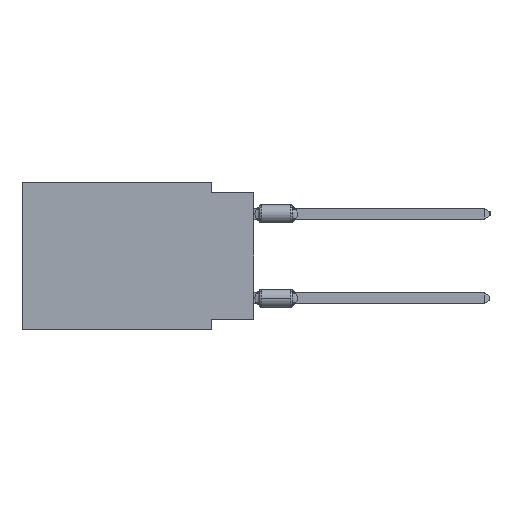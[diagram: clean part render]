
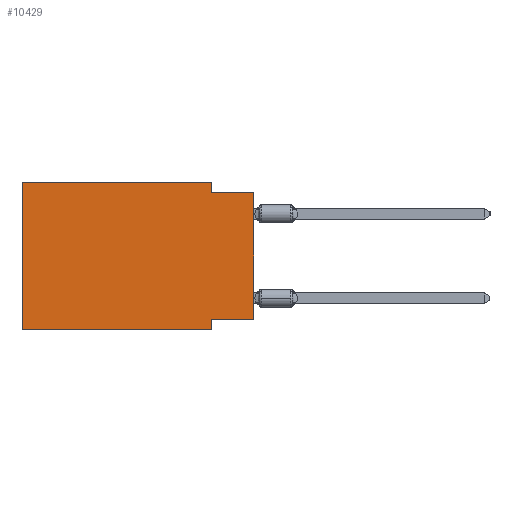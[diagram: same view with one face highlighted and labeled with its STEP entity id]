
A CAD part, left-side view. The second image highlights one B-rep face of the part: STEP entity #10429.
In plain terms, the highlighted planar face has unit normal (-1, 0, 0).
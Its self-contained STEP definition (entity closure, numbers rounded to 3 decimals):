
#515 = LINE ( 'NONE', #10691, #7287 ) ;
#1118 = FACE_OUTER_BOUND ( 'NONE', #34601, .T. ) ;
#2157 = VECTOR ( 'NONE', #14706, 1000. ) ;
#4109 = DIRECTION ( 'NONE',  ( 0., -1., 0. ) ) ;
#4368 = VECTOR ( 'NONE', #6066, 1000. ) ;
#5307 = DIRECTION ( 'NONE',  ( 1., 0., 0. ) ) ;
#5814 = CARTESIAN_POINT ( 'NONE',  ( 0., 0., -0.635 ) ) ;
#5846 = DIRECTION ( 'NONE',  ( 0., 0., -1. ) ) ;
#6066 = DIRECTION ( 'NONE',  ( 0., -1., 0. ) ) ;
#6211 = EDGE_CURVE ( 'NONE', #33436, #40107, #32306, .T. ) ;
#6312 = LINE ( 'NONE', #9207, #22399 ) ;
#7287 = VECTOR ( 'NONE', #30272, 1000. ) ;
#7426 = CARTESIAN_POINT ( 'NONE',  ( 0., 0., -0.635 ) ) ;
#9207 = CARTESIAN_POINT ( 'NONE',  ( 0., 0., -8.255 ) ) ;
#10429 = ADVANCED_FACE ( 'NONE', ( #1118 ), #14783, .F. ) ;
#10691 = CARTESIAN_POINT ( 'NONE',  ( 0., 0., 0. ) ) ;
#10701 = CARTESIAN_POINT ( 'NONE',  ( 0., 13.97, 0. ) ) ;
#11456 = EDGE_CURVE ( 'NONE', #26919, #38315, #24273, .T. ) ;
#13432 = CARTESIAN_POINT ( 'NONE',  ( 0., 0., -8.255 ) ) ;
#14706 = DIRECTION ( 'NONE',  ( 0., 0., 1. ) ) ;
#14783 = PLANE ( 'NONE',  #37962 ) ;
#14866 = ORIENTED_EDGE ( 'NONE', *, *, #28782, .T. ) ;
#15333 = LINE ( 'NONE', #42230, #4368 ) ;
#16236 = DIRECTION ( 'NONE',  ( 0., 1., 0. ) ) ;
#16917 = LINE ( 'NONE', #30356, #2157 ) ;
#18388 = VECTOR ( 'NONE', #35832, 1000. ) ;
#18435 = CARTESIAN_POINT ( 'NONE',  ( 0., 2.54, -0.635 ) ) ;
#18628 = CARTESIAN_POINT ( 'NONE',  ( 0., 2.54, -8.89 ) ) ;
#19724 = CARTESIAN_POINT ( 'NONE',  ( 0., 2.54, 0. ) ) ;
#20877 = EDGE_CURVE ( 'NONE', #31851, #21277, #6312, .T. ) ;
#21215 = ORIENTED_EDGE ( 'NONE', *, *, #6211, .T. ) ;
#21277 = VERTEX_POINT ( 'NONE', #39930 ) ;
#21750 = ORIENTED_EDGE ( 'NONE', *, *, #42706, .F. ) ;
#22399 = VECTOR ( 'NONE', #16236, 1000. ) ;
#22788 = ORIENTED_EDGE ( 'NONE', *, *, #20877, .F. ) ;
#22805 = ORIENTED_EDGE ( 'NONE', *, *, #41441, .F. ) ;
#24019 = VECTOR ( 'NONE', #5846, 1000. ) ;
#24273 = LINE ( 'NONE', #19724, #40106 ) ;
#25800 = VERTEX_POINT ( 'NONE', #5814 ) ;
#26919 = VERTEX_POINT ( 'NONE', #28730 ) ;
#27810 = CARTESIAN_POINT ( 'NONE',  ( 0., 2.54, -8.89 ) ) ;
#28730 = CARTESIAN_POINT ( 'NONE',  ( 0., 2.54, 0. ) ) ;
#28775 = ORIENTED_EDGE ( 'NONE', *, *, #11456, .F. ) ;
#28782 = EDGE_CURVE ( 'NONE', #31851, #25800, #515, .T. ) ;
#30272 = DIRECTION ( 'NONE',  ( 0., 0., 1. ) ) ;
#30356 = CARTESIAN_POINT ( 'NONE',  ( 0., 13.97, 0. ) ) ;
#31851 = VERTEX_POINT ( 'NONE', #13432 ) ;
#32071 = LINE ( 'NONE', #18628, #24019 ) ;
#32306 = LINE ( 'NONE', #42473, #18388 ) ;
#33170 = DIRECTION ( 'NONE',  ( 0., 0., -1. ) ) ;
#33436 = VERTEX_POINT ( 'NONE', #34955 ) ;
#34601 = EDGE_LOOP ( 'NONE', ( #14866, #34785, #28775, #21750, #42200, #21215, #22805, #22788 ) ) ;
#34785 = ORIENTED_EDGE ( 'NONE', *, *, #42681, .F. ) ;
#34955 = CARTESIAN_POINT ( 'NONE',  ( 0., 13.97, -8.89 ) ) ;
#35832 = DIRECTION ( 'NONE',  ( 0., -1., 0. ) ) ;
#37204 = VERTEX_POINT ( 'NONE', #10701 ) ;
#37626 = LINE ( 'NONE', #7426, #38158 ) ;
#37962 = AXIS2_PLACEMENT_3D ( 'NONE', #39032, #5307, #41689 ) ;
#38158 = VECTOR ( 'NONE', #4109, 1000. ) ;
#38315 = VERTEX_POINT ( 'NONE', #18435 ) ;
#39032 = CARTESIAN_POINT ( 'NONE',  ( 0., 13.97, 0. ) ) ;
#39930 = CARTESIAN_POINT ( 'NONE',  ( 0., 2.54, -8.255 ) ) ;
#40106 = VECTOR ( 'NONE', #33170, 1000. ) ;
#40107 = VERTEX_POINT ( 'NONE', #27810 ) ;
#41097 = EDGE_CURVE ( 'NONE', #33436, #37204, #16917, .T. ) ;
#41441 = EDGE_CURVE ( 'NONE', #21277, #40107, #32071, .T. ) ;
#41689 = DIRECTION ( 'NONE',  ( 0., 0., -1. ) ) ;
#42200 = ORIENTED_EDGE ( 'NONE', *, *, #41097, .F. ) ;
#42230 = CARTESIAN_POINT ( 'NONE',  ( 0., 13.97, 0. ) ) ;
#42473 = CARTESIAN_POINT ( 'NONE',  ( 0., 13.97, -8.89 ) ) ;
#42681 = EDGE_CURVE ( 'NONE', #38315, #25800, #37626, .T. ) ;
#42706 = EDGE_CURVE ( 'NONE', #37204, #26919, #15333, .T. ) ;
